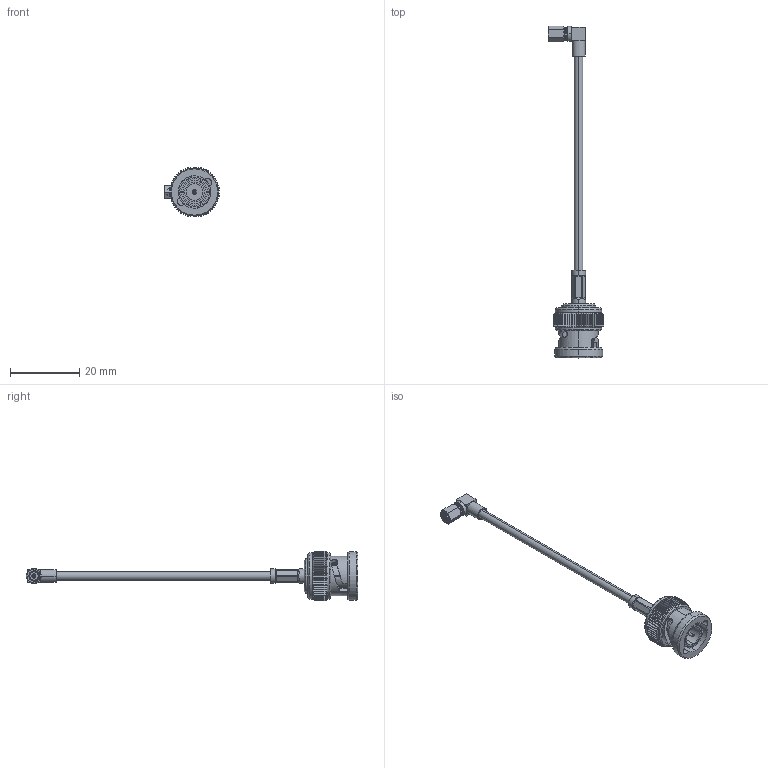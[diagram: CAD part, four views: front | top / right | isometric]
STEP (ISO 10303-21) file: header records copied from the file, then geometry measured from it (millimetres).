
FILE_DESCRIPTION (( 'STEP AP214' ), '1' );
FILE_NAME ('PE3C4414.step', '2020-04-20T18:10:13', ( '' ), ( '' ), 'SwSTEP 2.0', 'SolidWorks 2018', '' );
FILE_SCHEMA (( 'AUTOMOTIVE_DESIGN' ));
Length unit declared in the file: millimetre
Products named in the file (4): PE45382/FMCN1267(Ticket #1329)___; PE45045; RG316-PROD_SP17516 3" LONG; PE3C4414
Assembly tree (3 placements, depth 2):
  PE3C4414
    RG316-PROD_SP17516 3" LONG
    PE45382/FMCN1267(Ticket #1329)___
    PE45045
Bounding box: 15.94 x 96.09 x 14.46 mm (x, y, z)
Volume: 2085.9 mm3; surface area: 3169.8 mm2
Topology: 4 solids, 5 shells, 555 faces, 1280 edges, 754 vertices
Faces by surface type: plane 224, cylinder 161, cone 153, bspline 15, torus 2
Entity records: 18044 total; most frequent: CARTESIAN_POINT 5570, ORIENTED_EDGE 2560, DIRECTION 2468, EDGE_CURVE 1280, AXIS2_PLACEMENT_3D 998, VERTEX_POINT 754, EDGE_LOOP 580, ADVANCED_FACE 555
